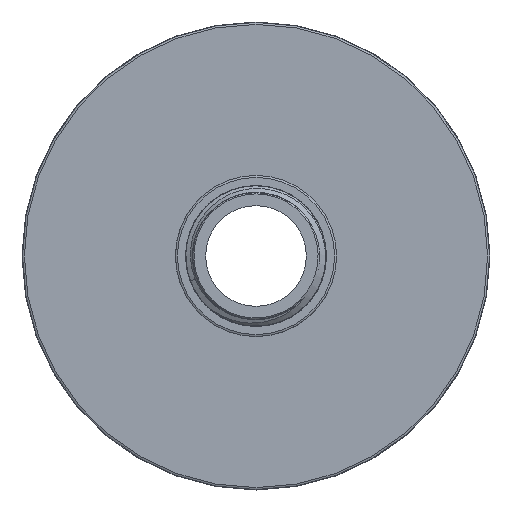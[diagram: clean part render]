
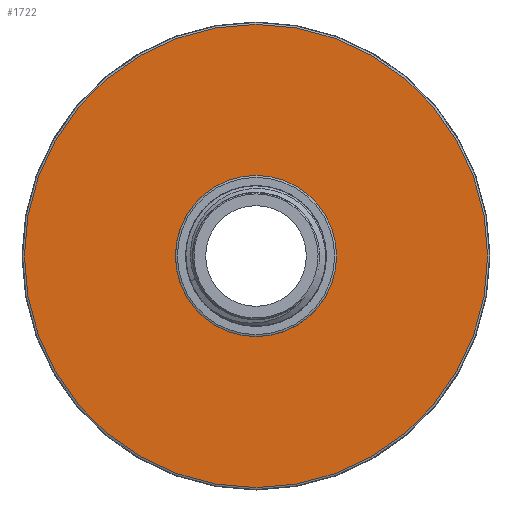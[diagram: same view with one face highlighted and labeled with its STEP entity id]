
A CAD part, left-side view. The second image highlights one B-rep face of the part: STEP entity #1722.
In plain terms, the highlighted face is planar.
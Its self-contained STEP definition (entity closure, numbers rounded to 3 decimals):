
#92=PLANE('',#1958);
#607=ORIENTED_EDGE('',*,*,#947,.T.);
#608=ORIENTED_EDGE('',*,*,#946,.T.);
#946=EDGE_CURVE('',#1127,#1127,#1275,.T.);
#947=EDGE_CURVE('',#1128,#1128,#1276,.T.);
#1127=VERTEX_POINT('',#3080);
#1128=VERTEX_POINT('',#3083);
#1275=CIRCLE('',#1957,34.485);
#1276=CIRCLE('',#1959,11.2);
#1389=EDGE_LOOP('',(#607));
#1390=EDGE_LOOP('',(#608));
#1552=FACE_BOUND('',#1389,.T.);
#1553=FACE_BOUND('',#1390,.T.);
#1722=ADVANCED_FACE('',(#1552,#1553),#92,.F.);
#1957=AXIS2_PLACEMENT_3D('',#3079,#2322,#2323);
#1958=AXIS2_PLACEMENT_3D('',#3081,#2324,#2325);
#1959=AXIS2_PLACEMENT_3D('',#3082,#2326,#2327);
#2322=DIRECTION('',(0.,-1.,0.));
#2323=DIRECTION('',(-1.,0.,0.));
#2324=DIRECTION('',(0.,1.,0.));
#2325=DIRECTION('',(1.,0.,0.));
#2326=DIRECTION('',(0.,1.,0.));
#2327=DIRECTION('',(0.,0.,1.));
#3079=CARTESIAN_POINT('',(0.,-2.,0.));
#3080=CARTESIAN_POINT('',(-34.485,-2.,0.));
#3081=CARTESIAN_POINT('',(0.,-2.,0.));
#3082=CARTESIAN_POINT('',(0.,-2.,0.));
#3083=CARTESIAN_POINT('',(0.,-2.,11.2));
